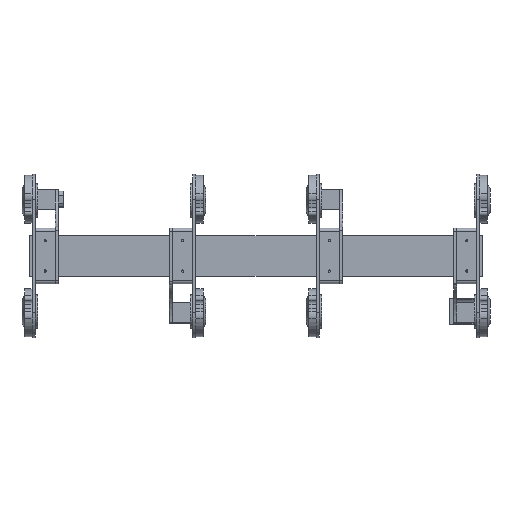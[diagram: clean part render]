
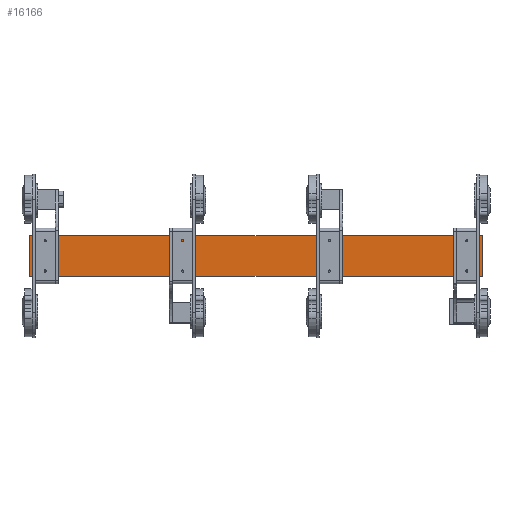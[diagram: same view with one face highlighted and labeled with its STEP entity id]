
A CAD part, top view. The second image highlights one B-rep face of the part: STEP entity #16166.
In plain terms, the highlighted planar face has unit normal (0, 0, 1).
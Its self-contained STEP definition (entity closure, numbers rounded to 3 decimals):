
#1124=PLANE('',#17863);
#1890=FACE_OUTER_BOUND('',#3218,.T.);
#3218=EDGE_LOOP('',(#14276,#14277,#14278,#14279));
#4539=LINE('',#29678,#5764);
#4540=LINE('',#29681,#5765);
#4541=LINE('',#29683,#5766);
#4542=LINE('',#29684,#5767);
#5764=VECTOR('',#22109,10.);
#5765=VECTOR('',#22112,10.);
#5766=VECTOR('',#22113,10.);
#5767=VECTOR('',#22114,10.);
#8117=VERTEX_POINT('',#29671);
#8120=VERTEX_POINT('',#29676);
#8121=VERTEX_POINT('',#29680);
#8122=VERTEX_POINT('',#29682);
#10211=EDGE_CURVE('',#8117,#8120,#4539,.F.);
#10212=EDGE_CURVE('',#8121,#8117,#4540,.F.);
#10213=EDGE_CURVE('',#8122,#8120,#4541,.T.);
#10214=EDGE_CURVE('',#8121,#8122,#4542,.T.);
#14276=ORIENTED_EDGE('',*,*,#10212,.T.);
#14277=ORIENTED_EDGE('',*,*,#10211,.T.);
#14278=ORIENTED_EDGE('',*,*,#10213,.F.);
#14279=ORIENTED_EDGE('',*,*,#10214,.F.);
#16166=ADVANCED_FACE('',(#1890),#1124,.T.);
#17863=AXIS2_PLACEMENT_3D('',#29679,#22110,#22111);
#22109=DIRECTION('',(1.,0.,0.));
#22110=DIRECTION('center_axis',(0.,0.,1.));
#22111=DIRECTION('ref_axis',(0.,1.,0.));
#22112=DIRECTION('',(0.,-1.,0.));
#22113=DIRECTION('',(0.,1.,0.));
#22114=DIRECTION('',(-1.,0.,0.));
#29671=CARTESIAN_POINT('',(645.,212.5,300.));
#29676=CARTESIAN_POINT('',(-255.,212.5,300.));
#29678=CARTESIAN_POINT('',(650.,212.5,300.));
#29679=CARTESIAN_POINT('Origin',(650.,147.5,300.));
#29680=CARTESIAN_POINT('',(645.,132.5,300.));
#29681=CARTESIAN_POINT('',(645.,160.,300.));
#29682=CARTESIAN_POINT('',(-255.,132.5,300.));
#29683=CARTESIAN_POINT('',(-255.,160.,300.));
#29684=CARTESIAN_POINT('',(650.,132.5,300.));
